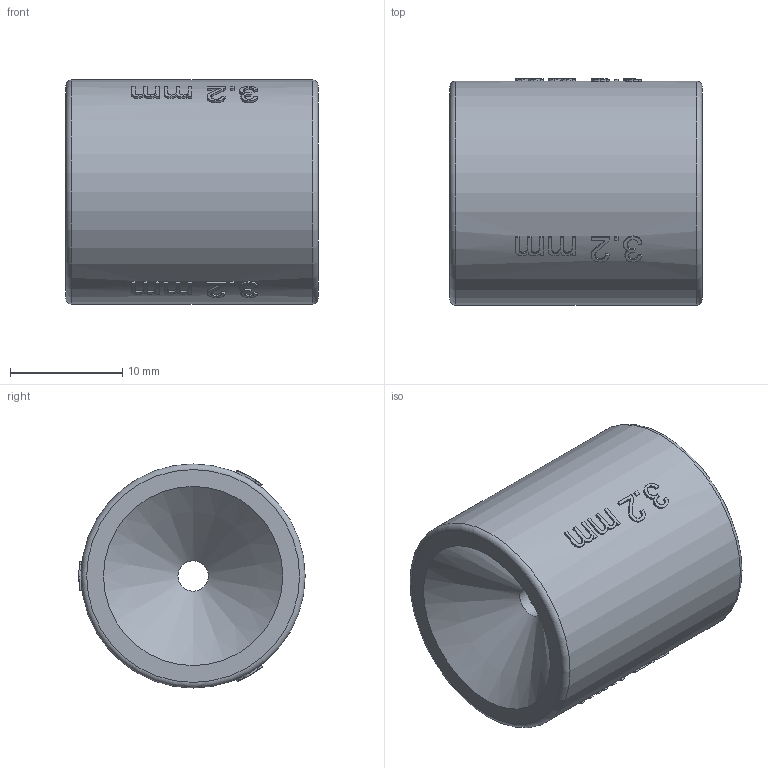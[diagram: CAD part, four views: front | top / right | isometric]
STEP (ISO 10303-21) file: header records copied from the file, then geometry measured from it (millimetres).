
FILE_DESCRIPTION(/* description */ (''),/* implementation_level */ '2;1');
FILE_NAME(/* name */ '3.2mm_funnel.step',/* time_stamp */ '2023-08-05T18:46:27+01:00',/* author */ (''),/* organization */ (''),/* preprocessor_version */ 'ST-DEVELOPER v20',/* originating_system */ 'Autodesk Translation Framework v12.9.0.99',/* authorisation */ '');
FILE_SCHEMA (('AUTOMOTIVE_DESIGN { 1 0 10303 214 3 1 1 }'));
Length unit declared in the file: millimetre
Products named in the file (1): 3.2mm_funnel
Bounding box: 22.5 x 20.2 x 20 mm (x, y, z)
Volume: 6423.2 mm3; surface area: 2295.1 mm2
Topology: 1 solids, 1 shells, 478 faces, 1362 edges, 907 vertices
Faces by surface type: bspline 334, plane 122, cylinder 18, torus 2, cone 2
Full cylindrical faces by diameter (mm): 2.7 x1, 3.6 x1, 20 x1
Entity records: 21180 total; most frequent: CARTESIAN_POINT 11111, ORIENTED_EDGE 2724, EDGE_CURVE 1362, DIRECTION 961, VERTEX_POINT 907, B_SPLINE_CURVE_WITH_KNOTS 749, LINE 555, VECTOR 555
